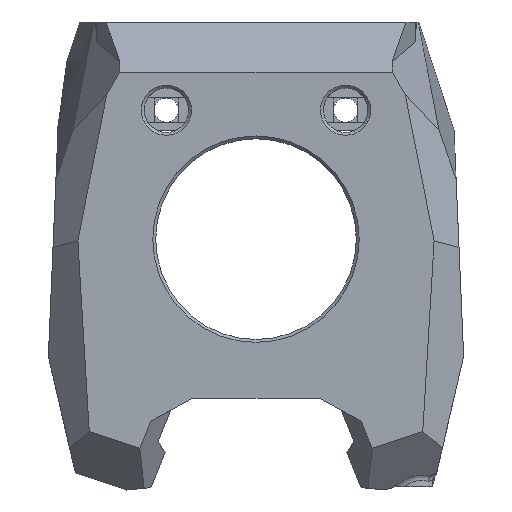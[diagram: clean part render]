
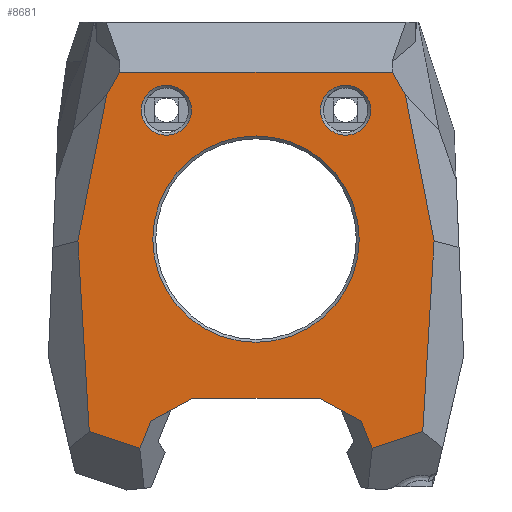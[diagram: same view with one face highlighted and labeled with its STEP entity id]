
A CAD part, left-side view. The second image highlights one B-rep face of the part: STEP entity #8681.
In plain terms, the highlighted planar face has unit normal (-1, 0, 0).
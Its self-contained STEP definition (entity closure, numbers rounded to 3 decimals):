
#411=FACE_BOUND('',#1375,.T.);
#412=FACE_BOUND('',#1376,.T.);
#413=FACE_BOUND('',#1377,.T.);
#549=PLANE('',#9280);
#902=FACE_OUTER_BOUND('',#1374,.T.);
#1374=EDGE_LOOP('',(#6874,#6875,#6876,#6877,#6878,#6879,#6880,#6881,#6882,
#6883,#6884,#6885,#6886,#6887));
#1375=EDGE_LOOP('',(#6888));
#1376=EDGE_LOOP('',(#6889));
#1377=EDGE_LOOP('',(#6890));
#1764=CIRCLE('',#9281,3.5);
#1765=CIRCLE('',#9282,3.5);
#1766=CIRCLE('',#9283,14.4);
#1881=LINE('',#11784,#2712);
#1889=LINE('',#11800,#2720);
#1891=LINE('',#11804,#2722);
#1894=LINE('',#11810,#2725);
#1899=LINE('',#11819,#2730);
#1900=LINE('',#11822,#2731);
#2187=LINE('',#17367,#3018);
#2254=LINE('',#17726,#3085);
#2257=LINE('',#17732,#3088);
#2258=LINE('',#17734,#3089);
#2259=LINE('',#17736,#3090);
#2260=LINE('',#17738,#3091);
#2261=LINE('',#17740,#3092);
#2262=LINE('',#17741,#3093);
#2712=VECTOR('',#9639,1000.);
#2720=VECTOR('',#9649,1000.);
#2722=VECTOR('',#9653,1000.);
#2725=VECTOR('',#9658,1000.);
#2730=VECTOR('',#9665,1000.);
#2731=VECTOR('',#9668,1000.);
#3018=VECTOR('',#10403,1000.);
#3085=VECTOR('',#10632,1000.);
#3088=VECTOR('',#10637,1000.);
#3089=VECTOR('',#10638,1000.);
#3090=VECTOR('',#10639,1000.);
#3091=VECTOR('',#10640,10.);
#3092=VECTOR('',#10641,1000.);
#3093=VECTOR('',#10642,1000.);
#3547=VERTEX_POINT('',#11781);
#3548=VERTEX_POINT('',#11783);
#3555=VERTEX_POINT('',#11798);
#3556=VERTEX_POINT('',#11803);
#3558=VERTEX_POINT('',#11809);
#3561=VERTEX_POINT('',#11817);
#3562=VERTEX_POINT('',#11821);
#3907=VERTEX_POINT('',#17365);
#3977=VERTEX_POINT('',#17725);
#3979=VERTEX_POINT('',#17731);
#3980=VERTEX_POINT('',#17733);
#3981=VERTEX_POINT('',#17735);
#3982=VERTEX_POINT('',#17737);
#3983=VERTEX_POINT('',#17739);
#3984=VERTEX_POINT('',#17742);
#3985=VERTEX_POINT('',#17744);
#3986=VERTEX_POINT('',#17746);
#4404=EDGE_CURVE('',#3548,#3547,#1881,.T.);
#4412=EDGE_CURVE('',#3547,#3555,#1889,.T.);
#4414=EDGE_CURVE('',#3555,#3556,#1891,.T.);
#4417=EDGE_CURVE('',#3558,#3556,#1894,.T.);
#4422=EDGE_CURVE('',#3558,#3561,#1899,.T.);
#4423=EDGE_CURVE('',#3561,#3562,#1900,.T.);
#4921=EDGE_CURVE('',#3562,#3907,#2187,.T.);
#5034=EDGE_CURVE('',#3548,#3977,#2254,.T.);
#5037=EDGE_CURVE('',#3979,#3907,#2257,.T.);
#5038=EDGE_CURVE('',#3979,#3980,#2258,.T.);
#5039=EDGE_CURVE('',#3980,#3981,#2259,.T.);
#5040=EDGE_CURVE('',#3982,#3981,#2260,.T.);
#5041=EDGE_CURVE('',#3983,#3982,#2261,.T.);
#5042=EDGE_CURVE('',#3977,#3983,#2262,.T.);
#5043=EDGE_CURVE('',#3984,#3984,#1764,.T.);
#5044=EDGE_CURVE('',#3985,#3985,#1765,.T.);
#5045=EDGE_CURVE('',#3986,#3986,#1766,.T.);
#6874=ORIENTED_EDGE('',*,*,#5037,.F.);
#6875=ORIENTED_EDGE('',*,*,#5038,.T.);
#6876=ORIENTED_EDGE('',*,*,#5039,.T.);
#6877=ORIENTED_EDGE('',*,*,#5040,.F.);
#6878=ORIENTED_EDGE('',*,*,#5041,.F.);
#6879=ORIENTED_EDGE('',*,*,#5042,.F.);
#6880=ORIENTED_EDGE('',*,*,#5034,.F.);
#6881=ORIENTED_EDGE('',*,*,#4404,.T.);
#6882=ORIENTED_EDGE('',*,*,#4412,.T.);
#6883=ORIENTED_EDGE('',*,*,#4414,.T.);
#6884=ORIENTED_EDGE('',*,*,#4417,.F.);
#6885=ORIENTED_EDGE('',*,*,#4422,.T.);
#6886=ORIENTED_EDGE('',*,*,#4423,.T.);
#6887=ORIENTED_EDGE('',*,*,#4921,.T.);
#6888=ORIENTED_EDGE('',*,*,#5043,.T.);
#6889=ORIENTED_EDGE('',*,*,#5044,.T.);
#6890=ORIENTED_EDGE('',*,*,#5045,.T.);
#8681=ADVANCED_FACE('',(#902,#411,#412,#413),#549,.T.);
#9280=AXIS2_PLACEMENT_3D('',#17730,#10635,#10636);
#9281=AXIS2_PLACEMENT_3D('',#17743,#10643,#10644);
#9282=AXIS2_PLACEMENT_3D('',#17745,#10645,#10646);
#9283=AXIS2_PLACEMENT_3D('',#17747,#10647,#10648);
#9639=DIRECTION('',(0.,-0.949,-0.317));
#9649=DIRECTION('',(0.,-0.375,0.927));
#9653=DIRECTION('',(0.,-0.879,0.477));
#9658=DIRECTION('',(0.,1.,0.));
#9665=DIRECTION('',(0.,-0.879,-0.477));
#9668=DIRECTION('',(0.,-0.375,-0.927));
#10403=DIRECTION('',(0.,-0.949,0.317));
#10632=DIRECTION('',(0.,0.06,0.998));
#10635=DIRECTION('center_axis',(-1.,0.,0.));
#10636=DIRECTION('ref_axis',(0.,0.,
1.));
#10637=DIRECTION('',(0.,0.06,-0.998));
#10638=DIRECTION('',(0.,0.193,0.981));
#10639=DIRECTION('',(0.,0.5,0.866));
#10640=DIRECTION('',(0.,-1.,0.));
#10641=DIRECTION('',(0.,-0.5,0.866));
#10642=DIRECTION('',(0.,-0.193,0.981));
#10643=DIRECTION('center_axis',(1.,0.,0.));
#10644=DIRECTION('ref_axis',(0.,0.,
1.));
#10645=DIRECTION('center_axis',(1.,0.,0.));
#10646=DIRECTION('ref_axis',(0.,0.,
1.));
#10647=DIRECTION('center_axis',(1.,0.,0.));
#10648=DIRECTION('ref_axis',(0.,0.,
1.));
#11781=CARTESIAN_POINT('',(-20.365,116.266,-15.285));
#11783=CARTESIAN_POINT('',(-20.365,123.312,-12.933));
#11784=CARTESIAN_POINT('',(-20.365,116.472,-15.216));
#11798=CARTESIAN_POINT('',(-20.365,114.736,-11.509));
#11800=CARTESIAN_POINT('',(-20.365,96.835,32.686));
#11803=CARTESIAN_POINT('',(-20.365,108.839,-8.31));
#11804=CARTESIAN_POINT('',(-20.365,84.316,4.996));
#11809=CARTESIAN_POINT('',(-20.365,91.253,-8.31));
#11810=CARTESIAN_POINT('',(-20.365,87.426,-8.31));
#11817=CARTESIAN_POINT('',(-20.365,85.356,-11.509));
#11819=CARTESIAN_POINT('',(-20.365,115.776,4.996));
#11821=CARTESIAN_POINT('',(-20.365,83.827,-15.285));
#11822=CARTESIAN_POINT('',(-20.365,103.258,32.686));
#17365=CARTESIAN_POINT('',(-20.365,76.781,-12.933));
#17367=CARTESIAN_POINT('',(-20.365,83.621,-15.216));
#17725=CARTESIAN_POINT('',(-20.365,124.898,13.645));
#17726=CARTESIAN_POINT('',(-20.365,124.415,5.551));
#17730=CARTESIAN_POINT('Origin',(-20.365,100.046,33.987));
#17731=CARTESIAN_POINT('',(-20.365,75.194,13.645));
#17732=CARTESIAN_POINT('',(-20.365,75.678,5.551));
#17733=CARTESIAN_POINT('',(-20.365,79.225,34.105));
#17734=CARTESIAN_POINT('',(-20.365,79.981,37.94));
#17735=CARTESIAN_POINT('',(-20.365,81.01,37.196));
#17736=CARTESIAN_POINT('',(-20.365,84.379,43.032));
#17737=CARTESIAN_POINT('',(-20.365,119.083,37.196));
#17738=CARTESIAN_POINT('',(-20.365,100.046,37.196));
#17739=CARTESIAN_POINT('',(-20.365,120.867,34.105));
#17740=CARTESIAN_POINT('',(-20.365,115.713,43.032));
#17741=CARTESIAN_POINT('',(-20.365,125.562,10.273));
#17742=CARTESIAN_POINT('',(-20.365,112.546,28.397));
#17743=CARTESIAN_POINT('Origin',(-20.365,112.546,31.897));
#17744=CARTESIAN_POINT('',(-20.365,87.546,28.397));
#17745=CARTESIAN_POINT('Origin',(-20.365,87.546,31.897));
#17746=CARTESIAN_POINT('',(-20.365,114.446,13.897));
#17747=CARTESIAN_POINT('Origin',(-20.365,100.046,13.897));
